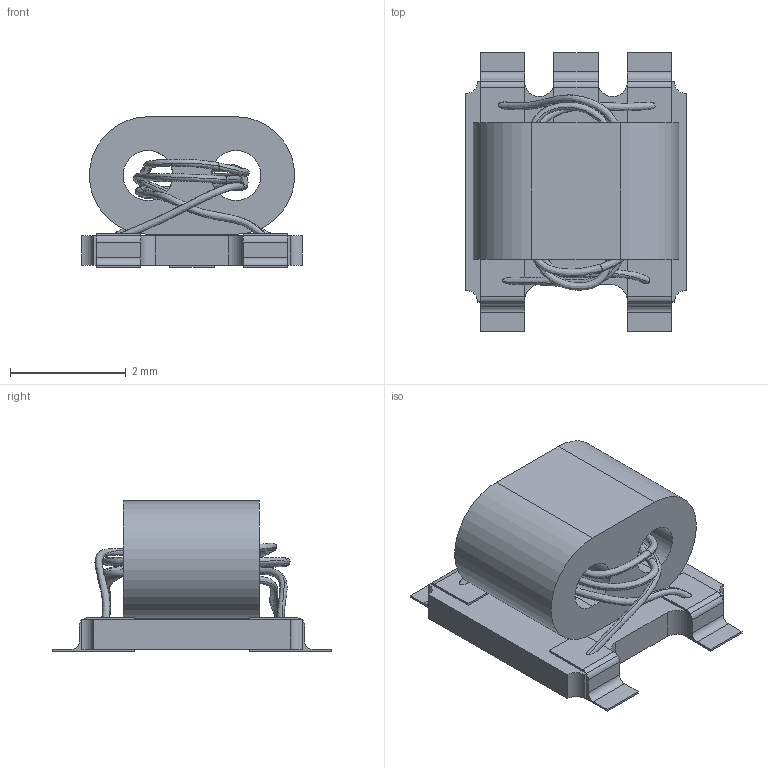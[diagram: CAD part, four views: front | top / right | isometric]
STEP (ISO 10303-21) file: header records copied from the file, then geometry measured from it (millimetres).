
FILE_DESCRIPTION (( 'STEP AP214' ), '1' );
FILE_NAME ('7617A458-2830-4CD0-A491-68A717AFC6F6.STEP', '2023-04-11T09:59:33', ( '' ), ( '' ), 'SwSTEP 2.0', 'SolidWorks 2022', '' );
FILE_SCHEMA (( 'AUTOMOTIVE_DESIGN' ));
Length unit declared in the file: inch
Products named in the file (1): 7617A458-2830-4CD0-A491-68A717AFC6F6
Bounding box: 3.81 x 4.83 x 2.6 mm (x, y, z)
Volume: 19.9 mm3; surface area: 100 mm2
Topology: 1 solids, 1 shells, 128 faces, 395 edges, 252 vertices
Faces by surface type: plane 81, cylinder 37, bspline 10
Entity records: 8323 total; most frequent: CARTESIAN_POINT 3622, ORIENTED_EDGE 790, DIRECTION 658, EDGE_CURVE 395, LINE 262, VECTOR 262, VERTEX_POINT 252, AXIS2_PLACEMENT_3D 198
